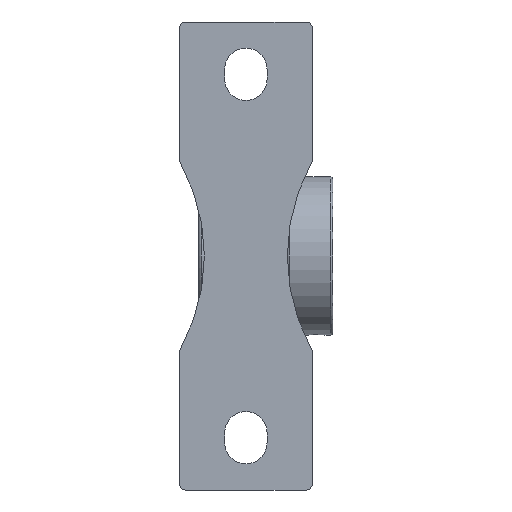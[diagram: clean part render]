
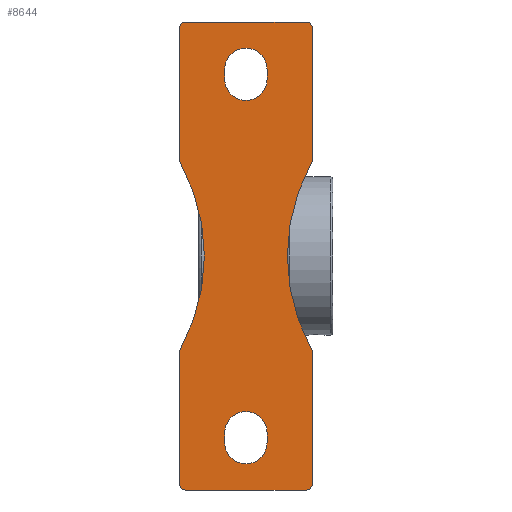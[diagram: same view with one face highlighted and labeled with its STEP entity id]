
A CAD part, front view. The second image highlights one B-rep face of the part: STEP entity #8644.
In plain terms, the highlighted face is planar.
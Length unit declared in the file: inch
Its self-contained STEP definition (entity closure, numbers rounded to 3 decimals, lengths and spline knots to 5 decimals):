
#340=CARTESIAN_POINT('',(0.65625,0.,0.));
#341=VERTEX_POINT('',#340);
#358=CARTESIAN_POINT('',(1.04049,-1.47831,0.));
#359=VERTEX_POINT('',#358);
#366=CARTESIAN_POINT('',(3.69215,0.,0.));
#367=DIRECTION('',(0.,0.,1.));
#368=DIRECTION('',(1.,0.,-0.));
#369=AXIS2_PLACEMENT_3D('',#366,#367,#368);
#370=CIRCLE('',#369,3.0359);
#371=EDGE_CURVE('',#341,#359,#370,.T.);
#8230=CARTESIAN_POINT('',(0.95315,3.70079,0.));
#8231=VERTEX_POINT('',#8230);
#8238=CARTESIAN_POINT('',(-0.95315,3.70079,0.));
#8239=VERTEX_POINT('',#8238);
#8240=CARTESIAN_POINT('',(-0.37526,3.70079,0.));
#8241=DIRECTION('',(1.,0.,-0.));
#8242=VECTOR('',#8241,0.75051);
#8243=LINE('',#8240,#8242);
#8244=EDGE_CURVE('',#8239,#8231,#8243,.T.);
#8261=CARTESIAN_POINT('',(1.05315,3.60079,0.));
#8262=VERTEX_POINT('',#8261);
#8269=CARTESIAN_POINT('',(0.95315,3.60079,0.));
#8270=DIRECTION('',(0.,-0.,1.));
#8271=DIRECTION('',(0.707,0.707,0.));
#8272=AXIS2_PLACEMENT_3D('',#8269,#8270,#8271);
#8273=CIRCLE('',#8272,0.1);
#8274=EDGE_CURVE('',#8262,#8231,#8273,.T.);
#8289=CARTESIAN_POINT('',(1.05315,1.527,0.));
#8290=VERTEX_POINT('',#8289);
#8297=CARTESIAN_POINT('',(1.05315,3.66142,0.));
#8298=DIRECTION('',(0.,-1.,0.));
#8299=VECTOR('',#8298,0.81645);
#8300=LINE('',#8297,#8299);
#8301=EDGE_CURVE('',#8262,#8290,#8300,.T.);
#8427=CARTESIAN_POINT('',(0.95315,-3.70079,0.));
#8428=VERTEX_POINT('',#8427);
#8435=CARTESIAN_POINT('',(1.05315,-3.60079,0.));
#8436=VERTEX_POINT('',#8435);
#8437=CARTESIAN_POINT('',(0.95315,-3.60079,0.));
#8438=DIRECTION('',(0.,0.,1.));
#8439=DIRECTION('',(0.707,-0.707,0.));
#8440=AXIS2_PLACEMENT_3D('',#8437,#8438,#8439);
#8441=CIRCLE('',#8440,0.1);
#8442=EDGE_CURVE('',#8428,#8436,#8441,.T.);
#8453=CARTESIAN_POINT('',(0.47241,-1.92477,0.));
#8454=DIRECTION('',(0.,0.,1.));
#8455=DIRECTION('',(1.,0.,0.));
#8456=AXIS2_PLACEMENT_3D('',#8453,#8454,#8455);
#8457=PLANE('',#8456);
#8458=ORIENTED_EDGE('',*,*,#8274,.F.);
#8459=ORIENTED_EDGE('',*,*,#8301,.T.);
#8460=CARTESIAN_POINT('',(1.04049,1.47831,0.));
#8461=VERTEX_POINT('',#8460);
#8462=CARTESIAN_POINT('',(0.95315,1.527,0.));
#8463=DIRECTION('',(0.,0.,1.));
#8464=DIRECTION('',(0.968,-0.252,0.));
#8465=AXIS2_PLACEMENT_3D('',#8462,#8463,#8464);
#8466=CIRCLE('',#8465,0.1);
#8467=EDGE_CURVE('',#8461,#8290,#8466,.T.);
#8468=ORIENTED_EDGE('',*,*,#8467,.F.);
#8469=CARTESIAN_POINT('',(3.69215,0.,0.));
#8470=DIRECTION('',(0.,0.,1.));
#8471=DIRECTION('',(1.,0.,-0.));
#8472=AXIS2_PLACEMENT_3D('',#8469,#8470,#8471);
#8473=CIRCLE('',#8472,3.0359);
#8474=EDGE_CURVE('',#8461,#341,#8473,.T.);
#8475=ORIENTED_EDGE('',*,*,#8474,.T.);
#8476=ORIENTED_EDGE('',*,*,#371,.T.);
#8477=CARTESIAN_POINT('',(1.05315,-1.527,0.));
#8478=VERTEX_POINT('',#8477);
#8479=CARTESIAN_POINT('',(0.95315,-1.527,0.));
#8480=DIRECTION('',(0.,-0.,1.));
#8481=DIRECTION('',(0.968,0.252,0.));
#8482=AXIS2_PLACEMENT_3D('',#8479,#8480,#8481);
#8483=CIRCLE('',#8482,0.1);
#8484=EDGE_CURVE('',#8478,#359,#8483,.T.);
#8485=ORIENTED_EDGE('',*,*,#8484,.F.);
#8486=CARTESIAN_POINT('',(1.05315,-3.66142,0.));
#8487=DIRECTION('',(0.,1.,0.));
#8488=VECTOR('',#8487,0.81645);
#8489=LINE('',#8486,#8488);
#8490=EDGE_CURVE('',#8436,#8478,#8489,.T.);
#8491=ORIENTED_EDGE('',*,*,#8490,.F.);
#8492=ORIENTED_EDGE('',*,*,#8442,.F.);
#8493=CARTESIAN_POINT('',(-0.95315,-3.70079,0.));
#8494=VERTEX_POINT('',#8493);
#8495=CARTESIAN_POINT('',(-0.37526,-3.70079,0.));
#8496=DIRECTION('',(1.,0.,-0.));
#8497=VECTOR('',#8496,0.75051);
#8498=LINE('',#8495,#8497);
#8499=EDGE_CURVE('',#8494,#8428,#8498,.T.);
#8500=ORIENTED_EDGE('',*,*,#8499,.F.);
#8501=CARTESIAN_POINT('',(-1.05315,-3.60079,0.));
#8502=VERTEX_POINT('',#8501);
#8503=CARTESIAN_POINT('',(-0.95315,-3.60079,0.));
#8504=DIRECTION('',(0.,0.,1.));
#8505=DIRECTION('',(-0.707,-0.707,0.));
#8506=AXIS2_PLACEMENT_3D('',#8503,#8504,#8505);
#8507=CIRCLE('',#8506,0.1);
#8508=EDGE_CURVE('',#8502,#8494,#8507,.T.);
#8509=ORIENTED_EDGE('',*,*,#8508,.F.);
#8510=CARTESIAN_POINT('',(-1.05315,-1.527,0.));
#8511=VERTEX_POINT('',#8510);
#8512=CARTESIAN_POINT('',(-1.05315,-3.66142,0.));
#8513=DIRECTION('',(0.,1.,0.));
#8514=VECTOR('',#8513,0.81645);
#8515=LINE('',#8512,#8514);
#8516=EDGE_CURVE('',#8502,#8511,#8515,.T.);
#8517=ORIENTED_EDGE('',*,*,#8516,.T.);
#8518=CARTESIAN_POINT('',(-1.04049,-1.47831,0.));
#8519=VERTEX_POINT('',#8518);
#8520=CARTESIAN_POINT('',(-0.95315,-1.527,0.));
#8521=DIRECTION('',(0.,0.,1.));
#8522=DIRECTION('',(-0.968,0.252,0.));
#8523=AXIS2_PLACEMENT_3D('',#8520,#8521,#8522);
#8524=CIRCLE('',#8523,0.1);
#8525=EDGE_CURVE('',#8519,#8511,#8524,.T.);
#8526=ORIENTED_EDGE('',*,*,#8525,.F.);
#8527=CARTESIAN_POINT('',(-0.65625,-0.,0.));
#8528=VERTEX_POINT('',#8527);
#8529=CARTESIAN_POINT('',(-3.69215,0.,0.));
#8530=DIRECTION('',(0.,0.,-1.));
#8531=DIRECTION('',(-1.,0.,0.));
#8532=AXIS2_PLACEMENT_3D('',#8529,#8530,#8531);
#8533=CIRCLE('',#8532,3.0359);
#8534=EDGE_CURVE('',#8528,#8519,#8533,.T.);
#8535=ORIENTED_EDGE('',*,*,#8534,.F.);
#8536=CARTESIAN_POINT('',(-1.04049,1.47831,0.));
#8537=VERTEX_POINT('',#8536);
#8538=CARTESIAN_POINT('',(-3.69215,0.,0.));
#8539=DIRECTION('',(0.,0.,-1.));
#8540=DIRECTION('',(-1.,0.,0.));
#8541=AXIS2_PLACEMENT_3D('',#8538,#8539,#8540);
#8542=CIRCLE('',#8541,3.0359);
#8543=EDGE_CURVE('',#8537,#8528,#8542,.T.);
#8544=ORIENTED_EDGE('',*,*,#8543,.F.);
#8545=CARTESIAN_POINT('',(-1.05315,1.527,0.));
#8546=VERTEX_POINT('',#8545);
#8547=CARTESIAN_POINT('',(-0.95315,1.527,0.));
#8548=DIRECTION('',(0.,0.,1.));
#8549=DIRECTION('',(-0.968,-0.252,0.));
#8550=AXIS2_PLACEMENT_3D('',#8547,#8548,#8549);
#8551=CIRCLE('',#8550,0.1);
#8552=EDGE_CURVE('',#8546,#8537,#8551,.T.);
#8553=ORIENTED_EDGE('',*,*,#8552,.F.);
#8554=CARTESIAN_POINT('',(-1.05315,3.60079,0.));
#8555=VERTEX_POINT('',#8554);
#8556=CARTESIAN_POINT('',(-1.05315,3.66142,0.));
#8557=DIRECTION('',(0.,-1.,0.));
#8558=VECTOR('',#8557,0.81645);
#8559=LINE('',#8556,#8558);
#8560=EDGE_CURVE('',#8555,#8546,#8559,.T.);
#8561=ORIENTED_EDGE('',*,*,#8560,.F.);
#8562=CARTESIAN_POINT('',(-0.95315,3.60079,0.));
#8563=DIRECTION('',(0.,0.,1.));
#8564=DIRECTION('',(-0.707,0.707,0.));
#8565=AXIS2_PLACEMENT_3D('',#8562,#8563,#8564);
#8566=CIRCLE('',#8565,0.1);
#8567=EDGE_CURVE('',#8239,#8555,#8566,.T.);
#8568=ORIENTED_EDGE('',*,*,#8567,.F.);
#8569=ORIENTED_EDGE('',*,*,#8244,.T.);
#8570=EDGE_LOOP('',(#8458,#8459,#8468,#8475,#8476,#8485,#8491,#8492,#8500,#8509,#8517,#8526,#8535,#8544,#8553,#8561,#8568,#8569));
#8571=FACE_BOUND('',#8570,.T.);
#8572=CARTESIAN_POINT('',(0.33465,2.95276,0.));
#8573=VERTEX_POINT('',#8572);
#8574=CARTESIAN_POINT('',(-0.33465,2.95276,0.));
#8575=VERTEX_POINT('',#8574);
#8576=CARTESIAN_POINT('',(0.,2.95276,0.));
#8577=DIRECTION('',(0.,0.,1.));
#8578=DIRECTION('',(-1.,0.,0.));
#8579=AXIS2_PLACEMENT_3D('',#8576,#8577,#8578);
#8580=CIRCLE('',#8579,0.33465);
#8581=EDGE_CURVE('',#8573,#8575,#8580,.T.);
#8582=ORIENTED_EDGE('',*,*,#8581,.T.);
#8583=CARTESIAN_POINT('',(-0.33465,2.79528,0.));
#8584=VERTEX_POINT('',#8583);
#8585=CARTESIAN_POINT('',(-0.33465,1.45027,0.));
#8586=DIRECTION('',(0.,-1.,0.));
#8587=VECTOR('',#8586,0.062);
#8588=LINE('',#8585,#8587);
#8589=EDGE_CURVE('',#8575,#8584,#8588,.T.);
#8590=ORIENTED_EDGE('',*,*,#8589,.T.);
#8591=CARTESIAN_POINT('',(0.33465,2.79528,0.));
#8592=VERTEX_POINT('',#8591);
#8593=CARTESIAN_POINT('',(0.,2.79528,0.));
#8594=DIRECTION('',(0.,0.,1.));
#8595=DIRECTION('',(-1.,0.,0.));
#8596=AXIS2_PLACEMENT_3D('',#8593,#8594,#8595);
#8597=CIRCLE('',#8596,0.33465);
#8598=EDGE_CURVE('',#8584,#8592,#8597,.T.);
#8599=ORIENTED_EDGE('',*,*,#8598,.T.);
#8600=CARTESIAN_POINT('',(0.33465,1.38827,0.));
#8601=DIRECTION('',(0.,1.,0.));
#8602=VECTOR('',#8601,0.062);
#8603=LINE('',#8600,#8602);
#8604=EDGE_CURVE('',#8592,#8573,#8603,.T.);
#8605=ORIENTED_EDGE('',*,*,#8604,.T.);
#8606=EDGE_LOOP('',(#8582,#8590,#8599,#8605));
#8607=FACE_BOUND('',#8606,.T.);
#8608=CARTESIAN_POINT('',(0.33465,-2.79528,0.));
#8609=VERTEX_POINT('',#8608);
#8610=CARTESIAN_POINT('',(-0.33465,-2.79528,0.));
#8611=VERTEX_POINT('',#8610);
#8612=CARTESIAN_POINT('',(-0.,-2.79528,0.));
#8613=DIRECTION('',(0.,0.,1.));
#8614=DIRECTION('',(1.,0.,-0.));
#8615=AXIS2_PLACEMENT_3D('',#8612,#8613,#8614);
#8616=CIRCLE('',#8615,0.33465);
#8617=EDGE_CURVE('',#8609,#8611,#8616,.T.);
#8618=ORIENTED_EDGE('',*,*,#8617,.T.);
#8619=CARTESIAN_POINT('',(-0.33465,-2.95276,0.));
#8620=VERTEX_POINT('',#8619);
#8621=CARTESIAN_POINT('',(-0.33465,-2.55525,0.));
#8622=DIRECTION('',(0.,-1.,0.));
#8623=VECTOR('',#8622,0.062);
#8624=LINE('',#8621,#8623);
#8625=EDGE_CURVE('',#8611,#8620,#8624,.T.);
#8626=ORIENTED_EDGE('',*,*,#8625,.T.);
#8627=CARTESIAN_POINT('',(0.33465,-2.95276,0.));
#8628=VERTEX_POINT('',#8627);
#8629=CARTESIAN_POINT('',(0.,-2.95276,0.));
#8630=DIRECTION('',(0.,0.,1.));
#8631=DIRECTION('',(-1.,0.,0.));
#8632=AXIS2_PLACEMENT_3D('',#8629,#8630,#8631);
#8633=CIRCLE('',#8632,0.33465);
#8634=EDGE_CURVE('',#8620,#8628,#8633,.T.);
#8635=ORIENTED_EDGE('',*,*,#8634,.T.);
#8636=CARTESIAN_POINT('',(0.33465,-2.61725,0.));
#8637=DIRECTION('',(0.,1.,0.));
#8638=VECTOR('',#8637,0.062);
#8639=LINE('',#8636,#8638);
#8640=EDGE_CURVE('',#8628,#8609,#8639,.T.);
#8641=ORIENTED_EDGE('',*,*,#8640,.T.);
#8642=EDGE_LOOP('',(#8618,#8626,#8635,#8641));
#8643=FACE_BOUND('',#8642,.T.);
#8644=ADVANCED_FACE('',(#8571,#8607,#8643),#8457,.F.);
